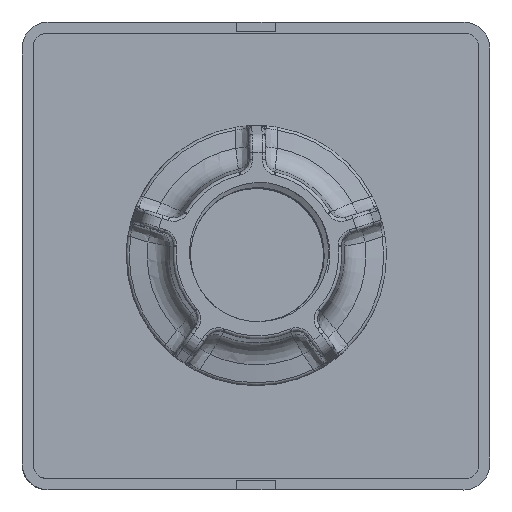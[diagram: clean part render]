
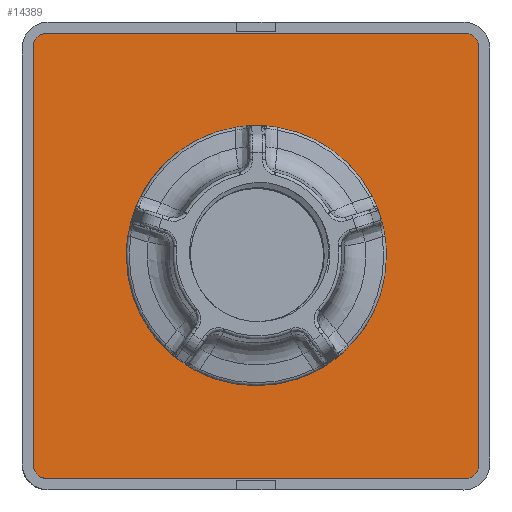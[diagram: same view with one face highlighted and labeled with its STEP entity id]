
A CAD part, left-side view. The second image highlights one B-rep face of the part: STEP entity #14389.
In plain terms, the highlighted face is planar.
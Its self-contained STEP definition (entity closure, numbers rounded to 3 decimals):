
#275 = CARTESIAN_POINT ( 'NONE',  ( 2.243, -68.25, -0.439 ) ) ;
#441 = DIRECTION ( 'NONE',  ( 1., 0., -0.017 ) ) ;
#963 = AXIS2_PLACEMENT_3D ( 'NONE', #10706, #32020, #28913 ) ;
#1223 = CARTESIAN_POINT ( 'NONE',  ( -66.247, -68.25, 0.756 ) ) ;
#1761 = DIRECTION ( 'NONE',  ( -0.017, 0., -1. ) ) ;
#1853 = CARTESIAN_POINT ( 'NONE',  ( 0.243, -68.25, -0.404 ) ) ;
#1941 = EDGE_CURVE ( 'NONE', #3595, #8599, #18124, .T. ) ;
#2528 = CARTESIAN_POINT ( 'NONE',  ( -32.002, -36., 0.159 ) ) ;
#2678 = CARTESIAN_POINT ( 'NONE',  ( 2.243, -68.25, -0.439 ) ) ;
#3595 = VERTEX_POINT ( 'NONE', #2678 ) ;
#4216 = EDGE_CURVE ( 'NONE', #31756, #26589, #9646, .T. ) ;
#4217 = EDGE_CURVE ( 'NONE', #12925, #8599, #13514, .T. ) ;
#5507 = DIRECTION ( 'NONE',  ( 1., 0., -0.017 ) ) ;
#5771 = VECTOR ( 'NONE', #441, 1000. ) ;
#6329 = VECTOR ( 'NONE', #9854, 1000. ) ;
#6503 = ORIENTED_EDGE ( 'NONE', *, *, #13070, .F. ) ;
#6614 = CARTESIAN_POINT ( 'NONE',  ( -64.247, -68.25, 0.721 ) ) ;
#6814 = DIRECTION ( 'NONE',  ( -0.017, 0., -1. ) ) ;
#7268 = LINE ( 'NONE', #15477, #6329 ) ;
#7541 = AXIS2_PLACEMENT_3D ( 'NONE', #1853, #17890, #5507 ) ;
#7739 = ORIENTED_EDGE ( 'NONE', *, *, #18295, .T. ) ;
#7748 = DIRECTION ( 'NONE',  ( 0., -1., 0. ) ) ;
#8001 = CARTESIAN_POINT ( 'NONE',  ( -64.247, -1.75, 0.721 ) ) ;
#8286 = EDGE_CURVE ( 'NONE', #3595, #32542, #15830, .T. ) ;
#8599 = VERTEX_POINT ( 'NONE', #26011 ) ;
#8666 = CIRCLE ( 'NONE', #28204, 2. ) ;
#9111 = VERTEX_POINT ( 'NONE', #20250 ) ;
#9481 = DIRECTION ( 'NONE',  ( 0., 1., 0. ) ) ;
#9646 = CIRCLE ( 'NONE', #10158, 2. ) ;
#9854 = DIRECTION ( 'NONE',  ( -1., 0., 0.017 ) ) ;
#10156 = DIRECTION ( 'NONE',  ( 0.017, 0., 1. ) ) ;
#10158 = AXIS2_PLACEMENT_3D ( 'NONE', #10347, #18752, #29236 ) ;
#10347 = CARTESIAN_POINT ( 'NONE',  ( -64.247, -3.75, 0.721 ) ) ;
#10430 = EDGE_CURVE ( 'NONE', #9111, #26589, #7268, .T. ) ;
#10703 = DIRECTION ( 'NONE',  ( 0., 1., 0. ) ) ;
#10706 = CARTESIAN_POINT ( 'NONE',  ( -32.002, -36., 0.159 ) ) ;
#10710 = ORIENTED_EDGE ( 'NONE', *, *, #4217, .F. ) ;
#11092 = ORIENTED_EDGE ( 'NONE', *, *, #14074, .F. ) ;
#11547 = VERTEX_POINT ( 'NONE', #16112 ) ;
#12162 = EDGE_CURVE ( 'NONE', #9111, #32542, #8666, .T. ) ;
#12925 = VERTEX_POINT ( 'NONE', #16536 ) ;
#13004 = ORIENTED_EDGE ( 'NONE', *, *, #10430, .F. ) ;
#13070 = EDGE_CURVE ( 'NONE', #20435, #31843, #17677, .T. ) ;
#13311 = AXIS2_PLACEMENT_3D ( 'NONE', #6614, #19832, #23153 ) ;
#13514 = LINE ( 'NONE', #21023, #5771 ) ;
#14074 = EDGE_CURVE ( 'NONE', #31843, #11547, #14387, .T. ) ;
#14249 = DIRECTION ( 'NONE',  ( -0.017, 0., -1. ) ) ;
#14387 = CIRCLE ( 'NONE', #16602, 18.6 ) ;
#14389 = ADVANCED_FACE ( 'NONE', ( #26786, #31827 ), #16138, .F. ) ;
#14437 = CARTESIAN_POINT ( 'NONE',  ( -32.002, -36., 0.159 ) ) ;
#15477 = CARTESIAN_POINT ( 'NONE',  ( 0.243, -1.75, -0.404 ) ) ;
#15830 = LINE ( 'NONE', #275, #25261 ) ;
#15944 = EDGE_CURVE ( 'NONE', #11547, #20908, #23813, .T. ) ;
#16112 = CARTESIAN_POINT ( 'NONE',  ( -13.405, -36., -0.166 ) ) ;
#16138 = PLANE ( 'NONE',  #18705 ) ;
#16536 = CARTESIAN_POINT ( 'NONE',  ( -64.247, -70.25, 0.721 ) ) ;
#16602 = AXIS2_PLACEMENT_3D ( 'NONE', #30717, #1761, #27936 ) ;
#17364 = LINE ( 'NONE', #28151, #22842 ) ;
#17677 = CIRCLE ( 'NONE', #963, 18.6 ) ;
#17890 = DIRECTION ( 'NONE',  ( -0.017, 0., -1. ) ) ;
#18124 = CIRCLE ( 'NONE', #7541, 2. ) ;
#18295 = EDGE_CURVE ( 'NONE', #12925, #25450, #32251, .T. ) ;
#18336 = CARTESIAN_POINT ( 'NONE',  ( -66.247, -3.75, 0.756 ) ) ;
#18484 = CARTESIAN_POINT ( 'NONE',  ( -50.598, -36.233, 0.483 ) ) ;
#18705 = AXIS2_PLACEMENT_3D ( 'NONE', #2528, #10156, #7748 ) ;
#18752 = DIRECTION ( 'NONE',  ( -0.017, 0., -1. ) ) ;
#19354 = CARTESIAN_POINT ( 'NONE',  ( -32.002, -36., 0.159 ) ) ;
#19772 = DIRECTION ( 'NONE',  ( -0.017, 0., -1. ) ) ;
#19832 = DIRECTION ( 'NONE',  ( -0.017, 0., -1. ) ) ;
#20250 = CARTESIAN_POINT ( 'NONE',  ( 0.243, -1.75, -0.404 ) ) ;
#20435 = VERTEX_POINT ( 'NONE', #31446 ) ;
#20908 = VERTEX_POINT ( 'NONE', #18484 ) ;
#21022 = AXIS2_PLACEMENT_3D ( 'NONE', #19354, #6814, #27938 ) ;
#21023 = CARTESIAN_POINT ( 'NONE',  ( -64.247, -70.25, 0.721 ) ) ;
#21698 = CARTESIAN_POINT ( 'NONE',  ( 2.243, -3.75, -0.439 ) ) ;
#22311 = ORIENTED_EDGE ( 'NONE', *, *, #15944, .F. ) ;
#22761 = DIRECTION ( 'NONE',  ( 0., -1., 0. ) ) ;
#22842 = VECTOR ( 'NONE', #22761, 1000. ) ;
#23153 = DIRECTION ( 'NONE',  ( 0., -1., 0. ) ) ;
#23813 = CIRCLE ( 'NONE', #21022, 18.6 ) ;
#25261 = VECTOR ( 'NONE', #10703, 1000. ) ;
#25410 = CIRCLE ( 'NONE', #31513, 18.6 ) ;
#25447 = CARTESIAN_POINT ( 'NONE',  ( -13.406, -35.767, -0.166 ) ) ;
#25450 = VERTEX_POINT ( 'NONE', #1223 ) ;
#26011 = CARTESIAN_POINT ( 'NONE',  ( 0.243, -70.25, -0.404 ) ) ;
#26589 = VERTEX_POINT ( 'NONE', #8001 ) ;
#26735 = ORIENTED_EDGE ( 'NONE', *, *, #28346, .F. ) ;
#26786 = FACE_OUTER_BOUND ( 'NONE', #33732, .T. ) ;
#27936 = DIRECTION ( 'NONE',  ( -1., 0., 0.017 ) ) ;
#27938 = DIRECTION ( 'NONE',  ( 1., 0., -0.017 ) ) ;
#28151 = CARTESIAN_POINT ( 'NONE',  ( -66.247, -3.75, 0.756 ) ) ;
#28204 = AXIS2_PLACEMENT_3D ( 'NONE', #28339, #19772, #9481 ) ;
#28339 = CARTESIAN_POINT ( 'NONE',  ( 0.243, -3.75, -0.404 ) ) ;
#28346 = EDGE_CURVE ( 'NONE', #31756, #25450, #17364, .T. ) ;
#28913 = DIRECTION ( 'NONE',  ( -1., 0., 0.017 ) ) ;
#29236 = DIRECTION ( 'NONE',  ( -1., 0., 0.017 ) ) ;
#30278 = ORIENTED_EDGE ( 'NONE', *, *, #1941, .T. ) ;
#30496 = DIRECTION ( 'NONE',  ( 1., 0., -0.017 ) ) ;
#30717 = CARTESIAN_POINT ( 'NONE',  ( -32.002, -36., 0.159 ) ) ;
#30718 = ORIENTED_EDGE ( 'NONE', *, *, #8286, .F. ) ;
#30731 = EDGE_CURVE ( 'NONE', #20908, #20435, #25410, .T. ) ;
#31434 = ORIENTED_EDGE ( 'NONE', *, *, #12162, .T. ) ;
#31446 = CARTESIAN_POINT ( 'NONE',  ( -50.599, -36., 0.483 ) ) ;
#31513 = AXIS2_PLACEMENT_3D ( 'NONE', #14437, #14249, #30496 ) ;
#31756 = VERTEX_POINT ( 'NONE', #18336 ) ;
#31827 = FACE_BOUND ( 'NONE', #34284, .T. ) ;
#31843 = VERTEX_POINT ( 'NONE', #25447 ) ;
#31930 = ORIENTED_EDGE ( 'NONE', *, *, #4216, .T. ) ;
#32020 = DIRECTION ( 'NONE',  ( -0.017, 0., -1. ) ) ;
#32251 = CIRCLE ( 'NONE', #13311, 2. ) ;
#32542 = VERTEX_POINT ( 'NONE', #21698 ) ;
#33187 = ORIENTED_EDGE ( 'NONE', *, *, #30731, .F. ) ;
#33732 = EDGE_LOOP ( 'NONE', ( #13004, #31434, #30718, #30278, #10710, #7739, #26735, #31930 ) ) ;
#34284 = EDGE_LOOP ( 'NONE', ( #6503, #33187, #22311, #11092 ) ) ;
